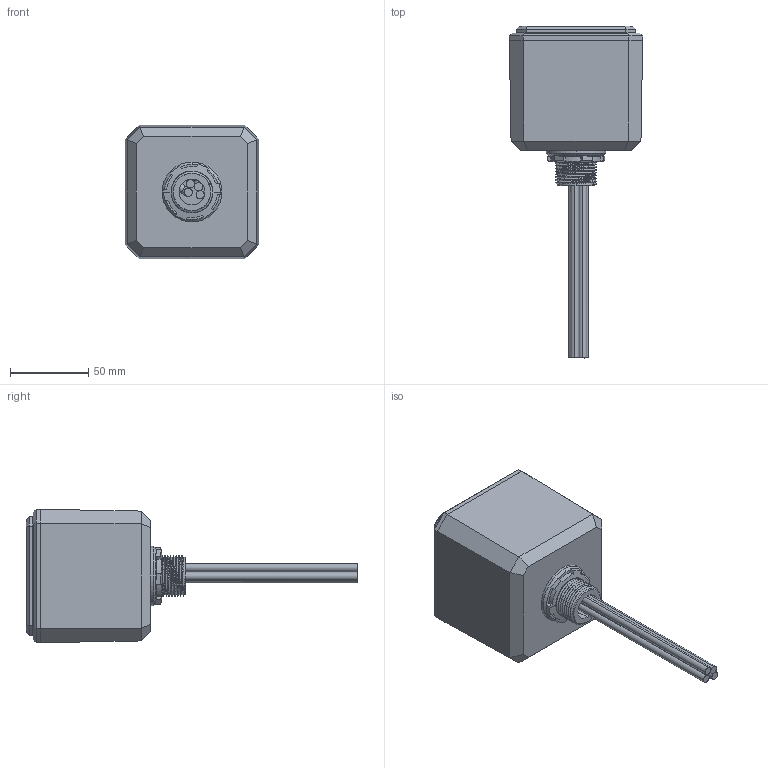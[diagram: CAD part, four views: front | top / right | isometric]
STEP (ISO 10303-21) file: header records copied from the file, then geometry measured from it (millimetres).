
FILE_DESCRIPTION (( 'STEP AP214' ), '1' );
FILE_NAME ('STXR480D05.step', '2016-11-01T21:09:02', ( '' ), ( '' ), 'SwSTEP 2.0', 'SolidWorks 2016', '' );
FILE_SCHEMA (( 'AUTOMOTIVE_DESIGN' ));
Length unit declared in the file: inch
Products named in the file (1): STXR480D05
Bounding box: 85.01 x 211.51 x 85.01 mm (x, y, z)
Volume: 134885.3 mm3; surface area: 93139.6 mm2
Topology: 7 solids, 7 shells, 510 faces, 1351 edges, 867 vertices
Faces by surface type: plane 315, cylinder 115, bspline 54, cone 26
Entity records: 20059 total; most frequent: CARTESIAN_POINT 7921, ORIENTED_EDGE 2702, DIRECTION 2246, EDGE_CURVE 1351, VECTOR 904, LINE 904, VERTEX_POINT 867, AXIS2_PLACEMENT_3D 671
